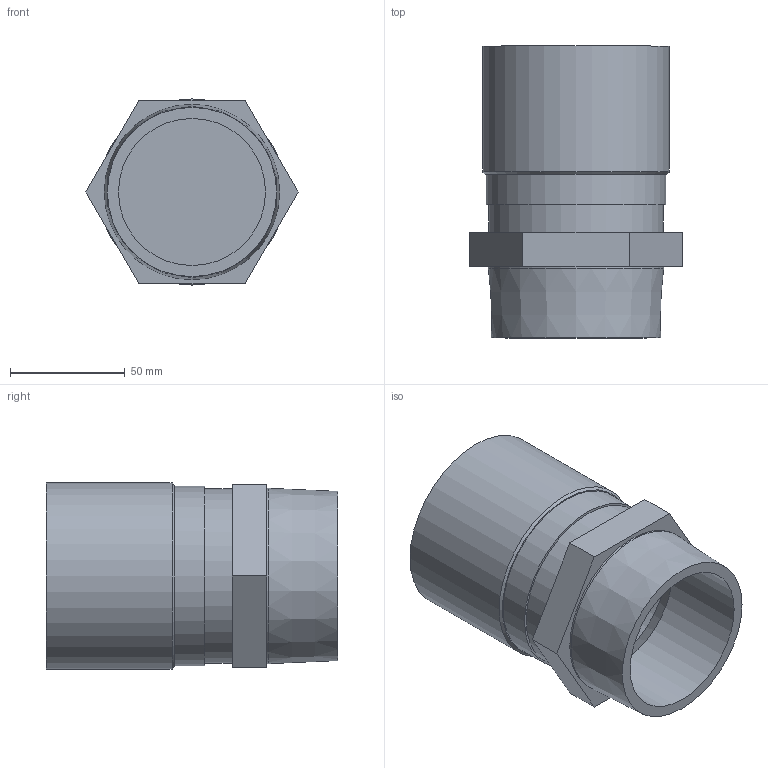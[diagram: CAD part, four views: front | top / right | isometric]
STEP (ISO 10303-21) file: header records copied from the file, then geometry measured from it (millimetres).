
FILE_DESCRIPTION( ( 'Unknown' ), '1' );
FILE_NAME( 'F18R21-2DN76,1.stp', 'Unknown', ( 'Unknown' ), ( 'Unknown' ), 'PSStep 14.0', 'Unknown', ' ' );
FILE_SCHEMA( ( 'AUTOMOTIVE_DESIGN { 1 0 10303 214 1 1 1 1 }' ) );
Length unit declared in the file: millimetre
Products named in the file (1): 1
Bounding box: 92.38 x 127 x 81 mm (x, y, z)
Volume: 180428.8 mm3; surface area: 69629.9 mm2
Topology: 1 solids, 1 shells, 24 faces, 51 edges, 35 vertices
Faces by surface type: plane 14, cylinder 7, cone 3
Full cylindrical faces by diameter (mm): 64 x1, 72 x1, 76 x2, 76.3 x1, 78 x1, 81 x1
Entity records: 750 total; most frequent: DIRECTION 100, CARTESIAN_POINT 87, ORIENTED_EDGE 68, AXIS2_PLACEMENT_3D 41, EDGE_LOOP 40, EDGE_CURVE 34, FACE_OUTER_BOUND 31, VERTEX_POINT 28
